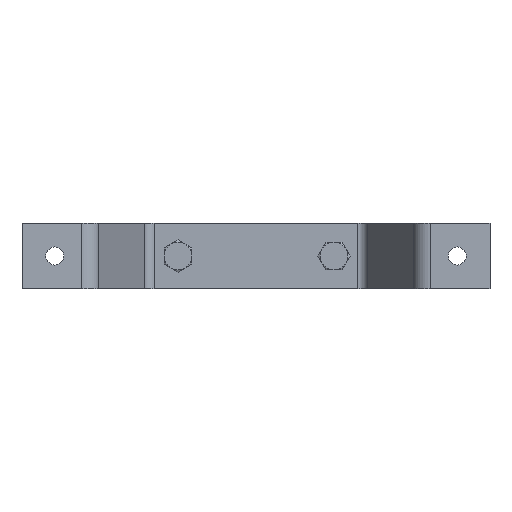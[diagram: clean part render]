
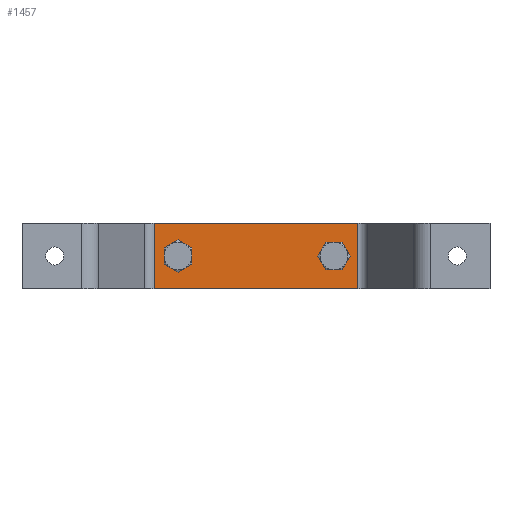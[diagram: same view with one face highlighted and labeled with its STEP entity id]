
A CAD part, front view. The second image highlights one B-rep face of the part: STEP entity #1457.
In plain terms, the highlighted planar face has unit normal (0, -1, 0).
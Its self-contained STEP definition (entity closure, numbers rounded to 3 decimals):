
#284 = DIRECTION ( 'NONE',  ( 1., 0., 0. ) ) ;
#440 = CARTESIAN_POINT ( 'NONE',  ( 66.411, 47.5, -20. ) ) ;
#555 = CIRCLE ( 'NONE', #15650, 5.5 ) ;
#582 = ORIENTED_EDGE ( 'NONE', *, *, #8074, .T. ) ;
#680 = AXIS2_PLACEMENT_3D ( 'NONE', #16631, #21564, #20079 ) ;
#914 = EDGE_CURVE ( 'NONE', #12760, #9742, #10149, .T. ) ;
#964 = FACE_OUTER_BOUND ( 'NONE', #10348, .T. ) ;
#1268 = ORIENTED_EDGE ( 'NONE', *, *, #1781, .T. ) ;
#1457 = ADVANCED_FACE ( 'NONE', ( #14355, #12497, #964 ), #3509, .F. ) ;
#1781 = EDGE_CURVE ( 'NONE', #20872, #13316, #6162, .T. ) ;
#2082 = AXIS2_PLACEMENT_3D ( 'NONE', #13793, #12272, #12189 ) ;
#2191 = EDGE_CURVE ( 'NONE', #8792, #9742, #4350, .T. ) ;
#2507 = VECTOR ( 'NONE', #9267, 1000. ) ;
#2909 = ORIENTED_EDGE ( 'NONE', *, *, #9656, .T. ) ;
#3048 = ORIENTED_EDGE ( 'NONE', *, *, #3500, .F. ) ;
#3472 = CARTESIAN_POINT ( 'NONE',  ( -62.105, 47.5, 20. ) ) ;
#3500 = EDGE_CURVE ( 'NONE', #16726, #8792, #15858, .T. ) ;
#3509 = PLANE ( 'NONE',  #12772 ) ;
#3587 = DIRECTION ( 'NONE',  ( 0., 1., 0. ) ) ;
#4039 = VECTOR ( 'NONE', #284, 1000. ) ;
#4350 = LINE ( 'NONE', #9193, #2507 ) ;
#4972 = CARTESIAN_POINT ( 'NONE',  ( 62.105, 47.5, -20. ) ) ;
#4994 = EDGE_CURVE ( 'NONE', #12760, #16726, #5579, .T. ) ;
#5579 = LINE ( 'NONE', #3472, #5854 ) ;
#5854 = VECTOR ( 'NONE', #11772, 1000. ) ;
#5992 = CARTESIAN_POINT ( 'NONE',  ( 62.105, 47.5, 20. ) ) ;
#6162 = CIRCLE ( 'NONE', #680, 5.5 ) ;
#7328 = CIRCLE ( 'NONE', #17884, 5.5 ) ;
#8074 = EDGE_CURVE ( 'NONE', #13316, #20872, #7328, .T. ) ;
#8321 = VERTEX_POINT ( 'NONE', #10975 ) ;
#8425 = CARTESIAN_POINT ( 'NONE',  ( 66.411, 47.5, 20. ) ) ;
#8792 = VERTEX_POINT ( 'NONE', #5992 ) ;
#9009 = CARTESIAN_POINT ( 'NONE',  ( -62.105, 47.5, -20. ) ) ;
#9193 = CARTESIAN_POINT ( 'NONE',  ( 62.105, 47.5, -20. ) ) ;
#9267 = DIRECTION ( 'NONE',  ( 0., 0., -1. ) ) ;
#9656 = EDGE_CURVE ( 'NONE', #17255, #8321, #555, .T. ) ;
#9742 = VERTEX_POINT ( 'NONE', #4972 ) ;
#10149 = LINE ( 'NONE', #440, #12265 ) ;
#10348 = EDGE_LOOP ( 'NONE', ( #11157, #3048, #20117, #20477 ) ) ;
#10975 = CARTESIAN_POINT ( 'NONE',  ( -42., 47.5, 0. ) ) ;
#11157 = ORIENTED_EDGE ( 'NONE', *, *, #2191, .F. ) ;
#11300 = DIRECTION ( 'NONE',  ( 0., 1., 0. ) ) ;
#11772 = DIRECTION ( 'NONE',  ( 0., 0., 1. ) ) ;
#12189 = DIRECTION ( 'NONE',  ( -1., 0., 0. ) ) ;
#12265 = VECTOR ( 'NONE', #17351, 1000. ) ;
#12272 = DIRECTION ( 'NONE',  ( 0., 1., 0. ) ) ;
#12312 = DIRECTION ( 'NONE',  ( -1., 0., 0. ) ) ;
#12441 = CARTESIAN_POINT ( 'NONE',  ( 42., 47.5, 0. ) ) ;
#12497 = FACE_BOUND ( 'NONE', #16463, .T. ) ;
#12760 = VERTEX_POINT ( 'NONE', #9009 ) ;
#12772 = AXIS2_PLACEMENT_3D ( 'NONE', #8425, #3587, #12312 ) ;
#13316 = VERTEX_POINT ( 'NONE', #15938 ) ;
#13375 = DIRECTION ( 'NONE',  ( -1., 0., 0. ) ) ;
#13793 = CARTESIAN_POINT ( 'NONE',  ( -47.5, 47.5, 0. ) ) ;
#14355 = FACE_BOUND ( 'NONE', #14382, .T. ) ;
#14382 = EDGE_LOOP ( 'NONE', ( #2909, #16712 ) ) ;
#14949 = CARTESIAN_POINT ( 'NONE',  ( -53., 47.5, 0. ) ) ;
#15343 = CARTESIAN_POINT ( 'NONE',  ( 66.411, 47.5, 20. ) ) ;
#15650 = AXIS2_PLACEMENT_3D ( 'NONE', #16157, #11300, #19757 ) ;
#15858 = LINE ( 'NONE', #15343, #4039 ) ;
#15938 = CARTESIAN_POINT ( 'NONE',  ( 53., 47.5, 0. ) ) ;
#16157 = CARTESIAN_POINT ( 'NONE',  ( -47.5, 47.5, 0. ) ) ;
#16463 = EDGE_LOOP ( 'NONE', ( #1268, #582 ) ) ;
#16631 = CARTESIAN_POINT ( 'NONE',  ( 47.5, 47.5, 0. ) ) ;
#16635 = CARTESIAN_POINT ( 'NONE',  ( 47.5, 47.5, 0. ) ) ;
#16712 = ORIENTED_EDGE ( 'NONE', *, *, #21198, .T. ) ;
#16726 = VERTEX_POINT ( 'NONE', #17447 ) ;
#17255 = VERTEX_POINT ( 'NONE', #14949 ) ;
#17351 = DIRECTION ( 'NONE',  ( 1., 0., 0. ) ) ;
#17447 = CARTESIAN_POINT ( 'NONE',  ( -62.105, 47.5, 20. ) ) ;
#17884 = AXIS2_PLACEMENT_3D ( 'NONE', #16635, #21636, #13375 ) ;
#19757 = DIRECTION ( 'NONE',  ( -1., 0., 0. ) ) ;
#20079 = DIRECTION ( 'NONE',  ( -1., 0., 0. ) ) ;
#20117 = ORIENTED_EDGE ( 'NONE', *, *, #4994, .F. ) ;
#20477 = ORIENTED_EDGE ( 'NONE', *, *, #914, .T. ) ;
#20872 = VERTEX_POINT ( 'NONE', #12441 ) ;
#21198 = EDGE_CURVE ( 'NONE', #8321, #17255, #21336, .T. ) ;
#21336 = CIRCLE ( 'NONE', #2082, 5.5 ) ;
#21564 = DIRECTION ( 'NONE',  ( 0., 1., 0. ) ) ;
#21636 = DIRECTION ( 'NONE',  ( 0., 1., 0. ) ) ;
